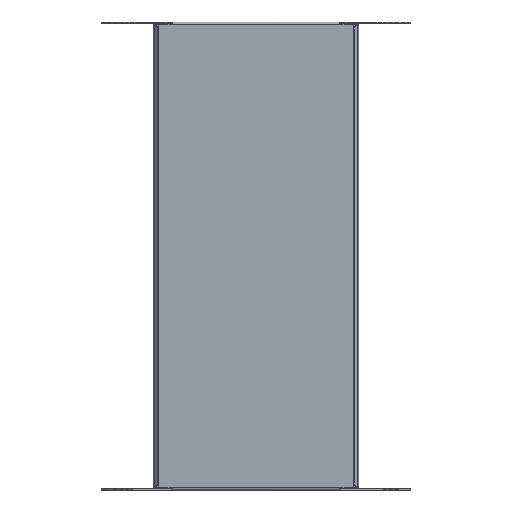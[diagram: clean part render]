
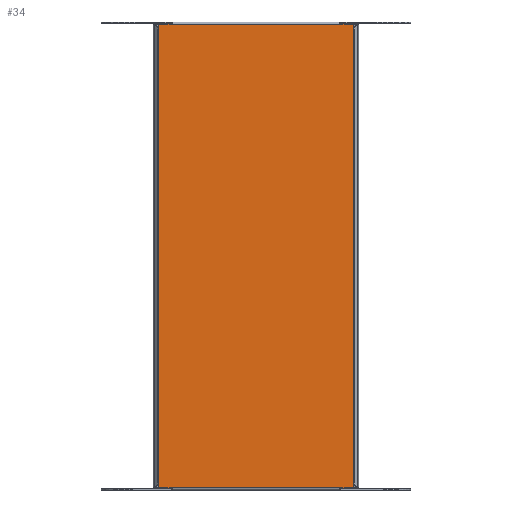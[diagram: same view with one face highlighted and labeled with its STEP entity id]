
A CAD part, front view. The second image highlights one B-rep face of the part: STEP entity #34.
In plain terms, the highlighted planar face has unit normal (0, -1, 0).
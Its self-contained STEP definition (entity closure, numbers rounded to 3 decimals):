
#34=ADVANCED_FACE('',(#134),#1524,.T.);
#134=FACE_OUTER_BOUND('',#234,.T.);
#234=EDGE_LOOP('',(#391,#392,#393,#394,#395,#396,#397,#398,#399,#400,#401,
#402));
#391=ORIENTED_EDGE('',*,*,#859,.T.);
#392=ORIENTED_EDGE('',*,*,#849,.F.);
#393=ORIENTED_EDGE('',*,*,#985,.T.);
#394=ORIENTED_EDGE('',*,*,#860,.T.);
#395=ORIENTED_EDGE('',*,*,#861,.T.);
#396=ORIENTED_EDGE('',*,*,#862,.T.);
#397=ORIENTED_EDGE('',*,*,#863,.T.);
#398=ORIENTED_EDGE('',*,*,#864,.T.);
#399=ORIENTED_EDGE('',*,*,#920,.T.);
#400=ORIENTED_EDGE('',*,*,#865,.T.);
#401=ORIENTED_EDGE('',*,*,#866,.T.);
#402=ORIENTED_EDGE('',*,*,#833,.F.);
#833=EDGE_CURVE('',#1328,#1329,#1174,.T.);
#849=EDGE_CURVE('',#1342,#1341,#1186,.T.);
#859=EDGE_CURVE('',#1328,#1341,#1192,.T.);
#860=EDGE_CURVE('',#1346,#1347,#1193,.T.);
#861=EDGE_CURVE('',#1347,#1348,#1081,.T.);
#862=EDGE_CURVE('',#1348,#1349,#1194,.T.);
#863=EDGE_CURVE('',#1349,#1350,#1195,.T.);
#864=EDGE_CURVE('',#1350,#1351,#1196,.T.);
#865=EDGE_CURVE('',#1352,#1353,#1197,.T.);
#866=EDGE_CURVE('',#1353,#1329,#1082,.T.);
#920=EDGE_CURVE('',#1351,#1352,#1103,.T.);
#985=EDGE_CURVE('',#1342,#1346,#1131,.T.);
#1081=(
BOUNDED_CURVE()
B_SPLINE_CURVE(2,(#3279,#3280,#3281),.UNSPECIFIED.,.F.,.F.)
B_SPLINE_CURVE_WITH_KNOTS((3,3),(0.,1.283),.UNSPECIFIED.)
CURVE()
GEOMETRIC_REPRESENTATION_ITEM()
RATIONAL_B_SPLINE_CURVE((1.,0.981,1.))
REPRESENTATION_ITEM('')
);
#1082=(
BOUNDED_CURVE()
B_SPLINE_CURVE(2,(#3290,#3291,#3292),.UNSPECIFIED.,.F.,.F.)
B_SPLINE_CURVE_WITH_KNOTS((3,3),(0.,1.283),.UNSPECIFIED.)
CURVE()
GEOMETRIC_REPRESENTATION_ITEM()
RATIONAL_B_SPLINE_CURVE((1.,0.981,1.))
REPRESENTATION_ITEM('')
);
#1103=(
BOUNDED_CURVE()
B_SPLINE_CURVE(2,(#3522,#3523,#3524),.UNSPECIFIED.,.F.,.F.)
B_SPLINE_CURVE_WITH_KNOTS((3,3),(0.,1.283),.UNSPECIFIED.)
CURVE()
GEOMETRIC_REPRESENTATION_ITEM()
RATIONAL_B_SPLINE_CURVE((1.,0.981,1.))
REPRESENTATION_ITEM('')
);
#1131=(
BOUNDED_CURVE()
B_SPLINE_CURVE(2,(#3765,#3766,#3767),.UNSPECIFIED.,.F.,.F.)
B_SPLINE_CURVE_WITH_KNOTS((3,3),(0.,1.283),.UNSPECIFIED.)
CURVE()
GEOMETRIC_REPRESENTATION_ITEM()
RATIONAL_B_SPLINE_CURVE((1.,0.981,1.))
REPRESENTATION_ITEM('')
);
#1174=B_SPLINE_CURVE_WITH_KNOTS('',1,(#3207,#3208),.UNSPECIFIED.,.F.,.F.,
(2,2),(0.,12.75),.UNSPECIFIED.);
#1186=B_SPLINE_CURVE_WITH_KNOTS('',1,(#3243,#3244),.UNSPECIFIED.,.F.,.F.,
(2,2),(-12.75,0.),.UNSPECIFIED.);
#1192=B_SPLINE_CURVE_WITH_KNOTS('',1,(#3275,#3276),.UNSPECIFIED.,.F.,.F.,
(2,2),(-295.,0.),.UNSPECIFIED.);
#1193=B_SPLINE_CURVE_WITH_KNOTS('',1,(#3277,#3278),.UNSPECIFIED.,.F.,.F.,
(2,2),(-181.,0.),.UNSPECIFIED.);
#1194=B_SPLINE_CURVE_WITH_KNOTS('',1,(#3282,#3283),.UNSPECIFIED.,.F.,.F.,
(2,2),(-12.75,0.),.UNSPECIFIED.);
#1195=B_SPLINE_CURVE_WITH_KNOTS('',1,(#3284,#3285),.UNSPECIFIED.,.F.,.F.,
(2,2),(-295.,0.),.UNSPECIFIED.);
#1196=B_SPLINE_CURVE_WITH_KNOTS('',1,(#3286,#3287),.UNSPECIFIED.,.F.,.F.,
(2,2),(0.,12.75),.UNSPECIFIED.);
#1197=B_SPLINE_CURVE_WITH_KNOTS('',1,(#3288,#3289),.UNSPECIFIED.,.F.,.F.,
(2,2),(-181.,0.),.UNSPECIFIED.);
#1328=VERTEX_POINT('',#3048);
#1329=VERTEX_POINT('',#3049);
#1341=VERTEX_POINT('',#3061);
#1342=VERTEX_POINT('',#3062);
#1346=VERTEX_POINT('',#3066);
#1347=VERTEX_POINT('',#3067);
#1348=VERTEX_POINT('',#3068);
#1349=VERTEX_POINT('',#3069);
#1350=VERTEX_POINT('',#3070);
#1351=VERTEX_POINT('',#3071);
#1352=VERTEX_POINT('',#3072);
#1353=VERTEX_POINT('',#3073);
#1524=PLANE('',#1590);
#1590=AXIS2_PLACEMENT_3D('',#1730,#1639,$);
#1639=DIRECTION('',(0.,-1.,0.));
#1730=CARTESIAN_POINT('',(-104.5,-1.25,247.75));
#3048=CARTESIAN_POINT('',(-104.5,-1.25,247.5));
#3049=CARTESIAN_POINT('',(-91.75,-1.25,247.5));
#3061=CARTESIAN_POINT('',(-104.5,-1.25,-247.5));
#3062=CARTESIAN_POINT('',(-91.75,-1.25,-247.5));
#3066=CARTESIAN_POINT('',(-90.5,-1.25,-247.75));
#3067=CARTESIAN_POINT('',(90.5,-1.25,-247.75));
#3068=CARTESIAN_POINT('',(91.75,-1.25,-247.5));
#3069=CARTESIAN_POINT('',(104.5,-1.25,-247.5));
#3070=CARTESIAN_POINT('',(104.5,-1.25,247.5));
#3071=CARTESIAN_POINT('',(91.75,-1.25,247.5));
#3072=CARTESIAN_POINT('',(90.5,-1.25,247.75));
#3073=CARTESIAN_POINT('',(-90.5,-1.25,247.75));
#3207=CARTESIAN_POINT('',(-104.5,-1.25,247.5));
#3208=CARTESIAN_POINT('',(-91.75,-1.25,247.5));
#3243=CARTESIAN_POINT('',(-91.75,-1.25,-247.5));
#3244=CARTESIAN_POINT('',(-104.5,-1.25,-247.5));
#3275=CARTESIAN_POINT('',(-104.5,-1.25,247.5));
#3276=CARTESIAN_POINT('',(-104.5,-1.25,-247.5));
#3277=CARTESIAN_POINT('',(-90.5,-1.25,-247.75));
#3278=CARTESIAN_POINT('',(90.5,-1.25,-247.75));
#3279=CARTESIAN_POINT('',(90.5,-1.25,-247.75));
#3280=CARTESIAN_POINT('',(91.1,-1.25,-247.5));
#3281=CARTESIAN_POINT('',(91.75,-1.25,-247.5));
#3282=CARTESIAN_POINT('',(91.75,-1.25,-247.5));
#3283=CARTESIAN_POINT('',(104.5,-1.25,-247.5));
#3284=CARTESIAN_POINT('',(104.5,-1.25,-247.5));
#3285=CARTESIAN_POINT('',(104.5,-1.25,247.5));
#3286=CARTESIAN_POINT('',(104.5,-1.25,247.5));
#3287=CARTESIAN_POINT('',(91.75,-1.25,247.5));
#3288=CARTESIAN_POINT('',(90.5,-1.25,247.75));
#3289=CARTESIAN_POINT('',(-90.5,-1.25,247.75));
#3290=CARTESIAN_POINT('',(-90.5,-1.25,247.75));
#3291=CARTESIAN_POINT('',(-91.1,-1.25,247.5));
#3292=CARTESIAN_POINT('',(-91.75,-1.25,247.5));
#3522=CARTESIAN_POINT('',(91.75,-1.25,247.5));
#3523=CARTESIAN_POINT('',(91.1,-1.25,247.5));
#3524=CARTESIAN_POINT('',(90.5,-1.25,247.75));
#3765=CARTESIAN_POINT('',(-91.75,-1.25,-247.5));
#3766=CARTESIAN_POINT('',(-91.1,-1.25,-247.5));
#3767=CARTESIAN_POINT('',(-90.5,-1.25,-247.75));
